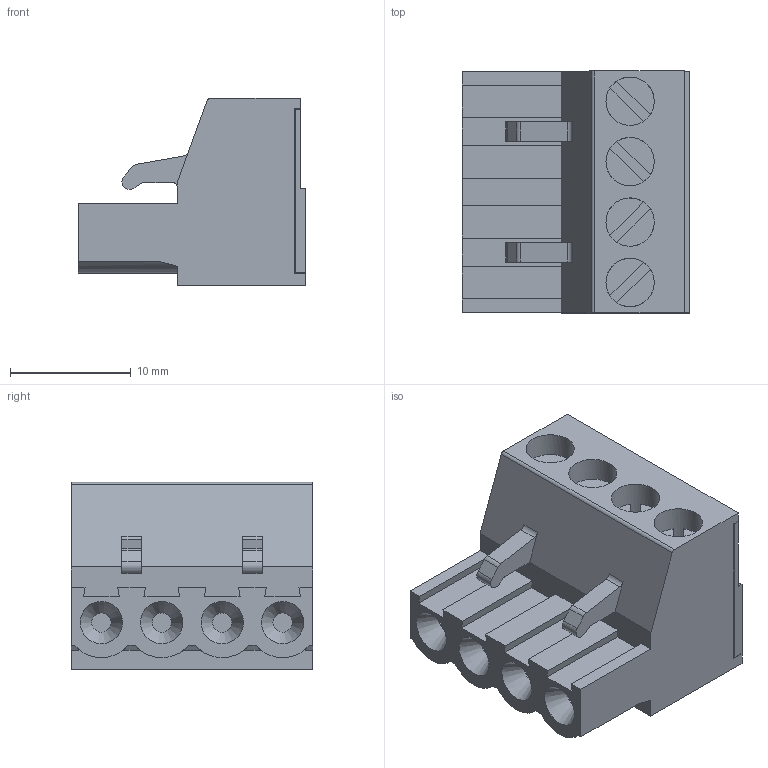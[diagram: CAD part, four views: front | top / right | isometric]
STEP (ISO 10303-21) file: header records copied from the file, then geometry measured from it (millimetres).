
FILE_DESCRIPTION( ( 'STEP AP214' ), '1' );
FILE_NAME( 'SH04-5.stp', ' ', ( ' ' ), ( ' ' ), 'PSStep 14.0', 'VISI 19.0', ' ' );
FILE_SCHEMA( ( 'AUTOMOTIVE_DESIGN { 1 0 10303 214 1 1 1 1 }' ) );
Length unit declared in the file: millimetre
Products named in the file (1): 1
Bounding box: 18.85 x 20 x 15.5 mm (x, y, z)
Volume: 3419.9 mm3; surface area: 2498.6 mm2
Topology: 1 solids, 1 shells, 153 faces, 401 edges, 262 vertices
Faces by surface type: plane 126, cylinder 23, cone 4
Full cylindrical faces by diameter (mm): 1.6 x4, 4 x4
Entity records: 5766 total; most frequent: CARTESIAN_POINT 789, ORIENTED_EDGE 762, DIRECTION 759, EDGE_CURVE 381, LINE 311, VECTOR 311, VERTEX_POINT 254, AXIS2_PLACEMENT_3D 224
